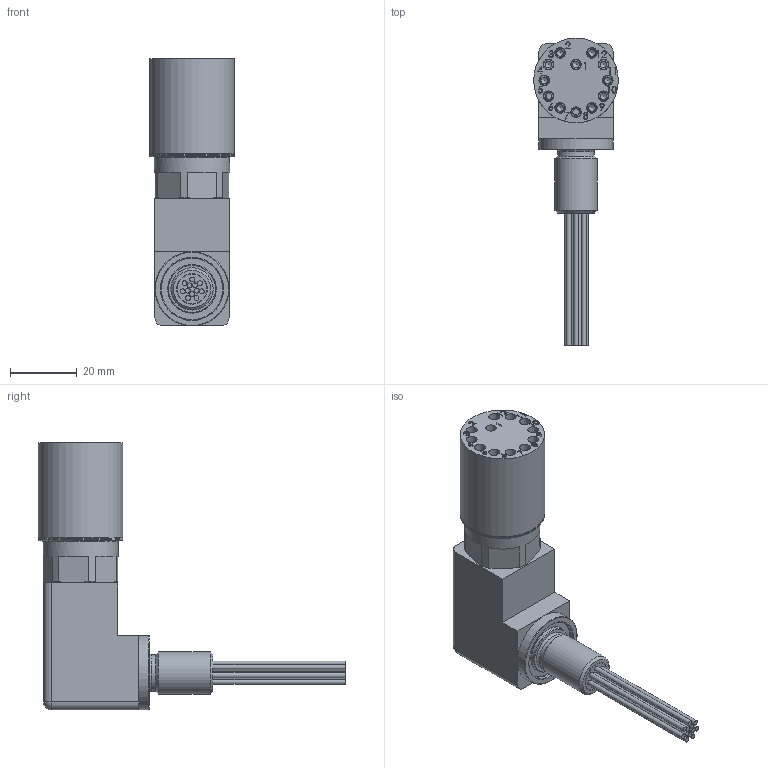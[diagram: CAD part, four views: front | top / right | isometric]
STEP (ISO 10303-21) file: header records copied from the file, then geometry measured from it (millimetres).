
FILE_DESCRIPTION(/* description */ (''),/* implementation_level */ '2;1');
FILE_NAME(/* name */ 'MCBHRA12F.stp',/* time_stamp */ '2024-01-16T14:00:50+01:00',/* author */ ('sh'),/* organization */ (''),/* preprocessor_version */ 'ST-DEVELOPER v19.2',/* originating_system */ 'Autodesk Inventor 2023',/* authorisation */ '');
FILE_SCHEMA (('AUTOMOTIVE_DESIGN { 1 0 10303 214 3 1 1 }'));
Length unit declared in the file: millimetre
Products named in the file (1): Part5
Bounding box: 25.4 x 92.27 x 80.37 mm (x, y, z)
Volume: 44544.5 mm3; surface area: 13613.1 mm2
Topology: 1 solids, 14 shells, 767 faces, 2041 edges, 1342 vertices
Faces by surface type: plane 360, torus 141, cylinder 123, bspline 78, cone 63, sphere 2
Full cylindrical faces by diameter (mm): 1.473 x12, 2.037 x12, 2.057 x12, 2.743 x12, 3.175 x60, 7.671 x1, 8.89 x1, 10.922 x1, 12.7 x1, 14.275 x1, 18.694 x1, 22.225 x1, 22.555 x1, 25.349 x1, 25.4 x1
Entity records: 29602 total; most frequent: CARTESIAN_POINT 9491, ORIENTED_EDGE 4054, DIRECTION 4050, EDGE_CURVE 2027, AXIS2_PLACEMENT_3D 1591, VERTEX_POINT 1342, LINE 868, VECTOR 868
